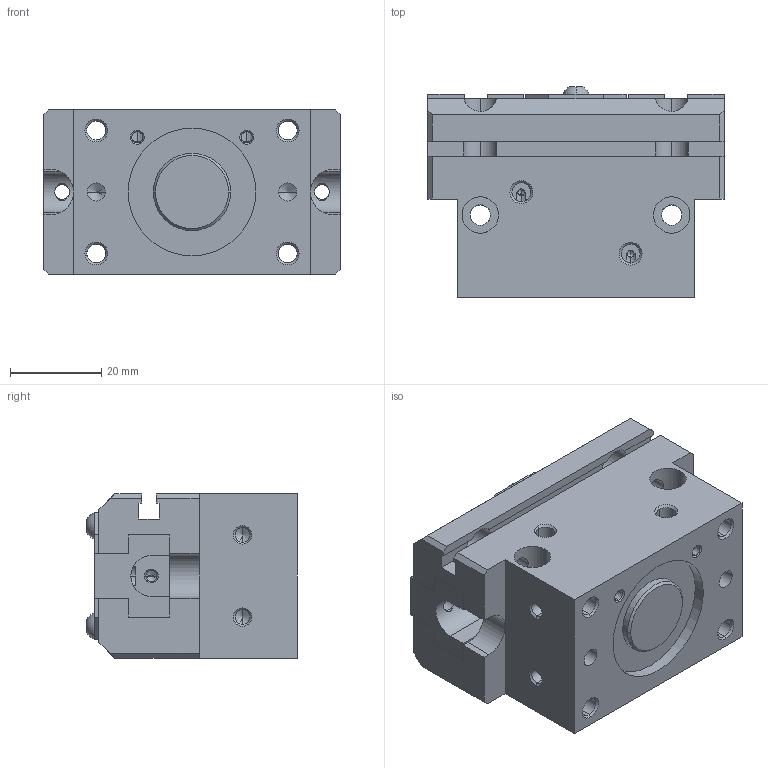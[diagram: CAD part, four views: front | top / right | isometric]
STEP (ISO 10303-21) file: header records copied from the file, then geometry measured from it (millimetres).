
FILE_DESCRIPTION( ( '' ), '1' );
FILE_NAME( 'dts206_dt206aaa_0_2_14a.stp', '2010-10-25T12:13:01', ( '' ), ( '' ), ' ', ' ', ' ' );
FILE_SCHEMA( ( 'automotive_design' ) );
Length unit declared in the file: millimetre
Products named in the file (3): 1; 2; 3
Bounding box: 65 x 46.15 x 36 mm (x, y, z)
Volume: 79292 mm3; surface area: 27284.2 mm2
Topology: 3 solids, 3 shells, 312 faces, 838 edges, 518 vertices
Faces by surface type: plane 142, cylinder 92, cone 74, torus 4
Entity records: 19860 total; most frequent: CARTESIAN_POINT 2821, STYLED_ITEM 1643, PRESENTATION_STYLE_ASSIGNMENT 1643, COLOUR_RGB 1643, DIRECTION 1642, ORIENTED_EDGE 1620, EDGE_CURVE 810, CURVE_STYLE 810
